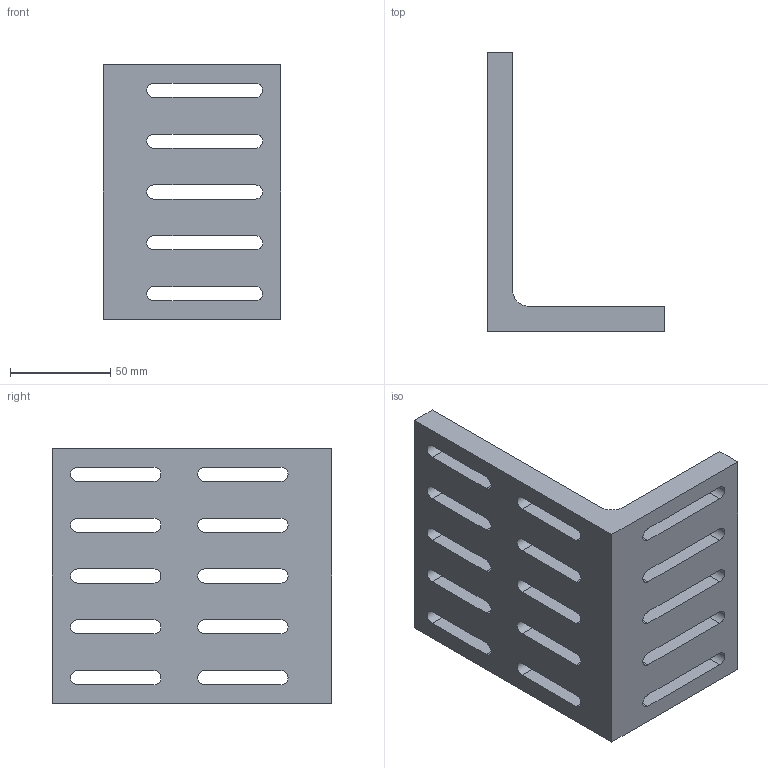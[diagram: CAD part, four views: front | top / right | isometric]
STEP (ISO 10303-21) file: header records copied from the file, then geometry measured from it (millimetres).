
FILE_DESCRIPTION (( 'STEP AP203' ), '1' );
FILE_NAME ('Web Model 58181_Default.step', '2018-09-07T15:07:02', ( '' ), ( '' ), 'SwSTEP 2.0', 'SolidWorks 2016', '' );
FILE_SCHEMA (( 'CONFIG_CONTROL_DESIGN' ));
Length unit declared in the file: millimetre
Products named in the file (1): Web Model 58181_Default
Bounding box: 88.9 x 139.7 x 127 mm (x, y, z)
Volume: 285169.2 mm3; surface area: 73313.1 mm2
Topology: 1 solids, 1 shells, 69 faces, 201 edges, 134 vertices
Faces by surface type: plane 38, cylinder 31
Entity records: 2434 total; most frequent: CARTESIAN_POINT 405, DIRECTION 403, ORIENTED_EDGE 402, EDGE_CURVE 201, LINE 139, VECTOR 139, VERTEX_POINT 134, AXIS2_PLACEMENT_3D 132
